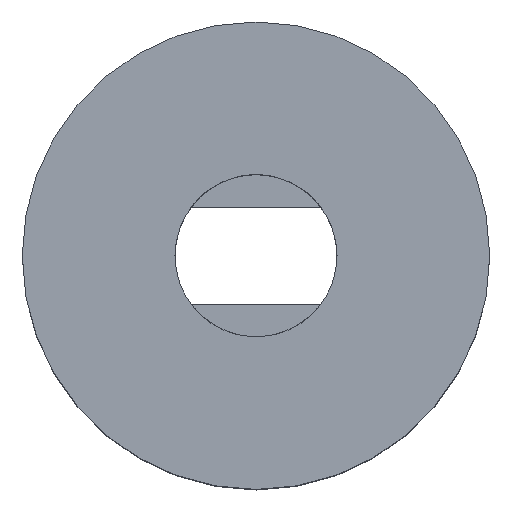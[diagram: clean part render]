
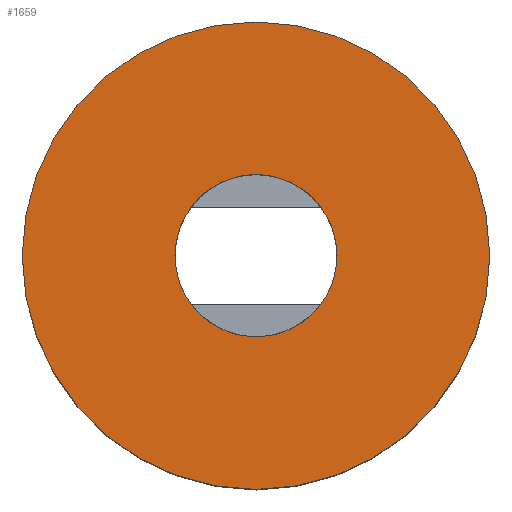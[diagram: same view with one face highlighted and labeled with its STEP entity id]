
A CAD part, top view. The second image highlights one B-rep face of the part: STEP entity #1659.
In plain terms, the highlighted planar face has unit normal (0, 0, 1).
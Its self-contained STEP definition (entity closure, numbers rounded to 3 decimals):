
#112=FACE_BOUND('',#231,.T.);
#116=PLANE('',#1939);
#130=FACE_OUTER_BOUND('',#230,.T.);
#230=EDGE_LOOP('',(#1300));
#231=EDGE_LOOP('',(#1301));
#672=CIRCLE('',#1936,7.212);
#674=CIRCLE('',#1940,2.5);
#844=VERTEX_POINT('',#3007);
#846=VERTEX_POINT('',#3014);
#1023=EDGE_CURVE('',#844,#844,#672,.T.);
#1026=EDGE_CURVE('',#846,#846,#674,.T.);
#1300=ORIENTED_EDGE('',*,*,#1023,.T.);
#1301=ORIENTED_EDGE('',*,*,#1026,.T.);
#1659=ADVANCED_FACE('',(#130,#112),#116,.T.);
#1936=AXIS2_PLACEMENT_3D('',#3008,#2381,#2382);
#1939=AXIS2_PLACEMENT_3D('',#3013,#2388,#2389);
#1940=AXIS2_PLACEMENT_3D('',#3015,#2390,#2391);
#2381=DIRECTION('center_axis',(0.,0.,1.));
#2382=DIRECTION('ref_axis',(1.,0.,0.));
#2388=DIRECTION('center_axis',(0.,0.,1.));
#2389=DIRECTION('ref_axis',(1.,0.,0.));
#2390=DIRECTION('center_axis',(0.,0.,-1.));
#2391=DIRECTION('ref_axis',(1.,0.,0.));
#3007=CARTESIAN_POINT('',(-7.212,0.,8.5));
#3008=CARTESIAN_POINT('Origin',(0.,0.,8.5));
#3013=CARTESIAN_POINT('Origin',(0.,0.,8.5));
#3014=CARTESIAN_POINT('',(-2.5,0.,8.5));
#3015=CARTESIAN_POINT('Origin',(0.,0.,8.5));
